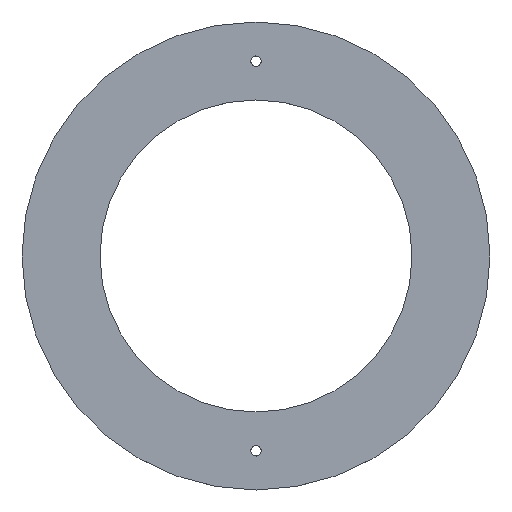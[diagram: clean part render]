
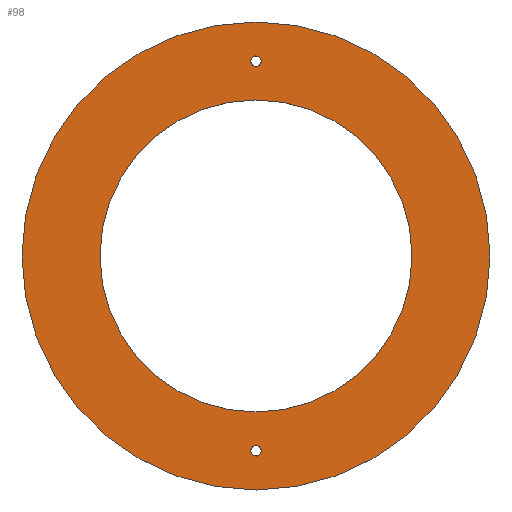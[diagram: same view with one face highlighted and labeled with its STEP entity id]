
A CAD part, top view. The second image highlights one B-rep face of the part: STEP entity #98.
In plain terms, the highlighted planar face has unit normal (0, 0, 1).
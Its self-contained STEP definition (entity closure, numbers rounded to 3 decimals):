
#16=PLANE('',#120);
#24=FACE_BOUND('',#46,.T.);
#25=FACE_BOUND('',#47,.T.);
#26=FACE_BOUND('',#48,.T.);
#32=FACE_OUTER_BOUND('',#45,.T.);
#45=EDGE_LOOP('',(#85));
#46=EDGE_LOOP('',(#86));
#47=EDGE_LOOP('',(#87));
#48=EDGE_LOOP('',(#88));
#49=CIRCLE('',#108,45.);
#51=CIRCLE('',#111,1.5);
#53=CIRCLE('',#114,1.5);
#55=CIRCLE('',#117,67.5);
#57=VERTEX_POINT('',#153);
#59=VERTEX_POINT('',#158);
#61=VERTEX_POINT('',#163);
#63=VERTEX_POINT('',#168);
#65=EDGE_CURVE('',#57,#57,#49,.T.);
#67=EDGE_CURVE('',#59,#59,#51,.T.);
#69=EDGE_CURVE('',#61,#61,#53,.T.);
#71=EDGE_CURVE('',#63,#63,#55,.T.);
#85=ORIENTED_EDGE('',*,*,#71,.T.);
#86=ORIENTED_EDGE('',*,*,#65,.T.);
#87=ORIENTED_EDGE('',*,*,#67,.T.);
#88=ORIENTED_EDGE('',*,*,#69,.T.);
#98=ADVANCED_FACE('',(#32,#24,#25,#26),#16,.T.);
#108=AXIS2_PLACEMENT_3D('',#154,#125,#126);
#111=AXIS2_PLACEMENT_3D('',#159,#131,#132);
#114=AXIS2_PLACEMENT_3D('',#164,#137,#138);
#117=AXIS2_PLACEMENT_3D('',#169,#143,#144);
#120=AXIS2_PLACEMENT_3D('',#173,#149,#150);
#125=DIRECTION('center_axis',(0.,0.,-1.));
#126=DIRECTION('ref_axis',(-1.,0.,0.));
#131=DIRECTION('center_axis',(0.,0.,-1.));
#132=DIRECTION('ref_axis',(-1.,0.,0.));
#137=DIRECTION('center_axis',(0.,0.,-1.));
#138=DIRECTION('ref_axis',(-1.,0.,0.));
#143=DIRECTION('center_axis',(0.,0.,1.));
#144=DIRECTION('ref_axis',(-1.,0.,0.));
#149=DIRECTION('center_axis',(0.,0.,1.));
#150=DIRECTION('ref_axis',(1.,0.,0.));
#153=CARTESIAN_POINT('',(45.,0.,2.));
#154=CARTESIAN_POINT('Origin',(0.,0.,2.));
#158=CARTESIAN_POINT('',(1.5,56.2,2.));
#159=CARTESIAN_POINT('Origin',(0.,56.2,2.));
#163=CARTESIAN_POINT('',(1.5,-56.2,2.));
#164=CARTESIAN_POINT('Origin',(0.,-56.2,2.));
#168=CARTESIAN_POINT('',(67.5,0.,2.));
#169=CARTESIAN_POINT('Origin',(0.,0.,2.));
#173=CARTESIAN_POINT('Origin',(0.,0.,
2.));
